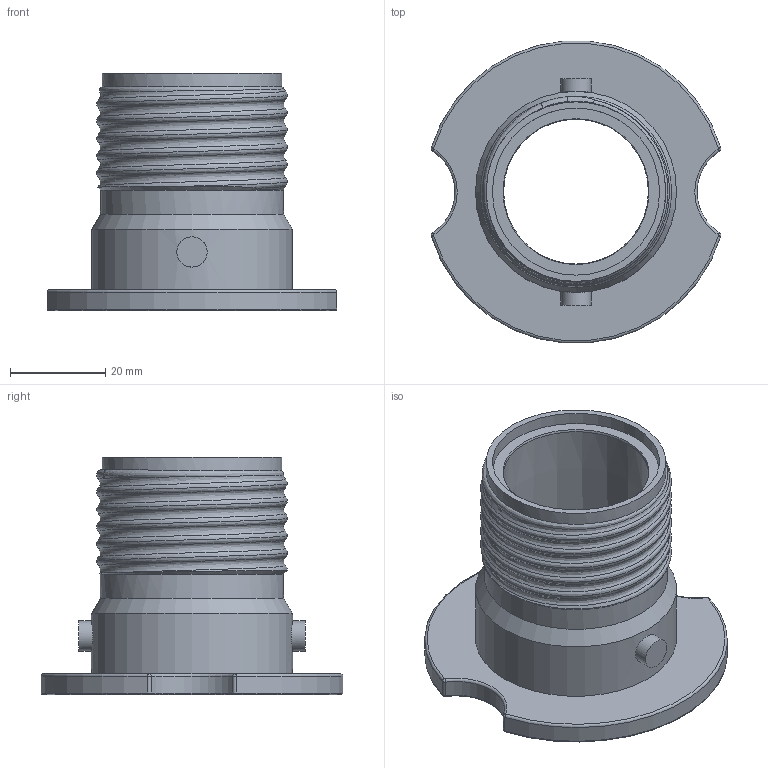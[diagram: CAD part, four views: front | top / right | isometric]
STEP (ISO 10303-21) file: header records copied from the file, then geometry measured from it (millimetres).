
FILE_DESCRIPTION(/* description */ (''),/* implementation_level */ '2;1');
FILE_NAME(/* name */ 'VHA IE threaded hood coupler.step',/* time_stamp */ '2020-10-06T23:20:43-04:00',/* author */ (''),/* organization */ (''),/* preprocessor_version */ 'ST-DEVELOPER v18.1',/* originating_system */ 'Autodesk Translation Framework v9.3.0.1241',/* authorisation */ '');
FILE_SCHEMA (('AUTOMOTIVE_DESIGN { 1 0 10303 214 3 1 1 }'));
Length unit declared in the file: metre
Products named in the file (1): Hunter VHA IE coupler with NATO thread v6 200926
Bounding box: 60.78 x 63.27 x 49.71 mm (x, y, z)
Volume: 30595.5 mm3; surface area: 16171.7 mm2
Topology: 1 solids, 1 shells, 49 faces, 124 edges, 81 vertices
Faces by surface type: bspline 15, cylinder 14, torus 9, plane 7, cone 4
Full cylindrical faces by diameter (mm): 6.35 x2, 35.052 x1, 37.652 x1, 38.4 x1, 42.164 x1
Entity records: 5695 total; most frequent: CARTESIAN_POINT 4520, ORIENTED_EDGE 248, DIRECTION 235, EDGE_CURVE 124, AXIS2_PLACEMENT_3D 109, VERTEX_POINT 81, CIRCLE 67, EDGE_LOOP 55
